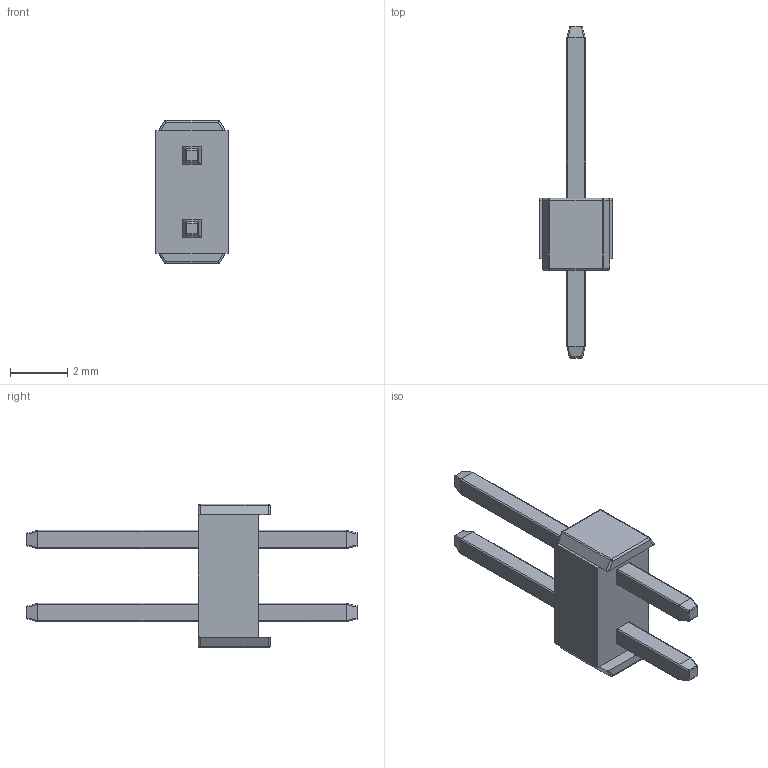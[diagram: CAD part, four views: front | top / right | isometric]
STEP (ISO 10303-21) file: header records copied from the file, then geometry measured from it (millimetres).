
FILE_DESCRIPTION (( 'STEP AP214' ), '1' );
FILE_NAME ('PH2-02-UA.STEP', '2019-04-16T20:46:07', ( '' ), ( '' ), 'SwSTEP 2.0', 'SolidWorks 2014', '' );
FILE_SCHEMA (( 'AUTOMOTIVE_DESIGN' ));
Length unit declared in the file: millimetre
Products named in the file (1): PH2-02-UA
Bounding box: 2.54 x 11.55 x 5 mm (x, y, z)
Volume: 34.2 mm3; surface area: 126.9 mm2
Topology: 5 solids, 5 shells, 182 faces, 444 edges, 248 vertices
Faces by surface type: cylinder 84, plane 66, sphere 16, bspline 8, torus 8
Entity records: 5214 total; most frequent: CARTESIAN_POINT 1203, ORIENTED_EDGE 840, DIRECTION 814, EDGE_CURVE 420, AXIS2_PLACEMENT_3D 291, VERTEX_POINT 248, VECTOR 232, LINE 232
